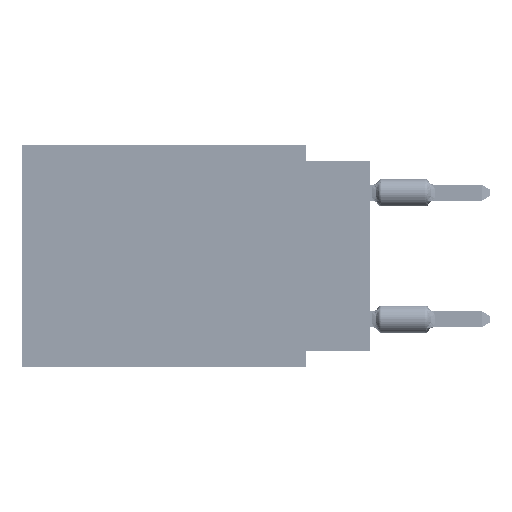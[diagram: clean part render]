
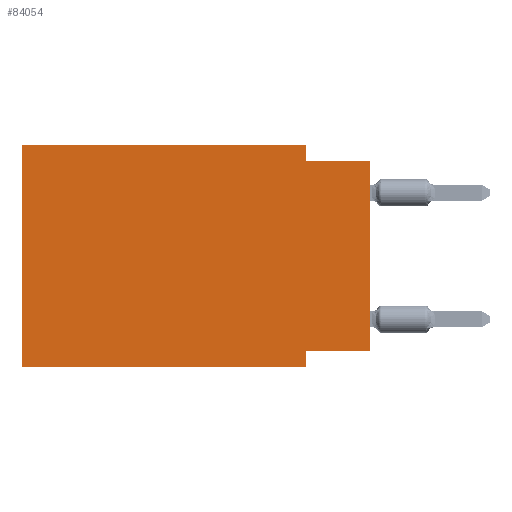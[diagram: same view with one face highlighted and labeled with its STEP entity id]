
A CAD part, left-side view. The second image highlights one B-rep face of the part: STEP entity #84054.
In plain terms, the highlighted planar face has unit normal (-1, 0, 0).
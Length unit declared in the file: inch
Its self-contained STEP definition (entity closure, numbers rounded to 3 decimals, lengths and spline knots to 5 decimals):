
#2785 = CARTESIAN_POINT ( 'NONE',  ( 0., 0., -0.025 ) ) ;
#3048 = PLANE ( 'NONE',  #12943 ) ;
#3342 = CARTESIAN_POINT ( 'NONE',  ( 0., 0.1, -0.325 ) ) ;
#3883 = CARTESIAN_POINT ( 'NONE',  ( 0., 0.55, -0.35 ) ) ;
#4671 = CARTESIAN_POINT ( 'NONE',  ( 0., 0., -0.325 ) ) ;
#5772 = DIRECTION ( 'NONE',  ( 0., 0., -1. ) ) ;
#7294 = VECTOR ( 'NONE', #84049, 39.37008 ) ;
#7568 = CARTESIAN_POINT ( 'NONE',  ( 0., 0.1, 0. ) ) ;
#9258 = VECTOR ( 'NONE', #95711, 39.37008 ) ;
#9859 = VECTOR ( 'NONE', #12555, 39.37008 ) ;
#11935 = EDGE_CURVE ( 'NONE', #79451, #58766, #37119, .T. ) ;
#12555 = DIRECTION ( 'NONE',  ( 0., 1., 0. ) ) ;
#12943 = AXIS2_PLACEMENT_3D ( 'NONE', #61666, #105378, #29629 ) ;
#15795 = EDGE_CURVE ( 'NONE', #59296, #40299, #69123, .T. ) ;
#17489 = EDGE_CURVE ( 'NONE', #101230, #43243, #20318, .T. ) ;
#20318 = LINE ( 'NONE', #54049, #9859 ) ;
#22285 = VERTEX_POINT ( 'NONE', #7568 ) ;
#24353 = CARTESIAN_POINT ( 'NONE',  ( 0., 0.55, 0. ) ) ;
#27656 = DIRECTION ( 'NONE',  ( 0., 0., 1. ) ) ;
#29013 = VERTEX_POINT ( 'NONE', #62166 ) ;
#29629 = DIRECTION ( 'NONE',  ( 0., 0., -1. ) ) ;
#29806 = DIRECTION ( 'NONE',  ( 0., 0., -1. ) ) ;
#32291 = EDGE_CURVE ( 'NONE', #43243, #29013, #46393, .T. ) ;
#33690 = ORIENTED_EDGE ( 'NONE', *, *, #35051, .T. ) ;
#35051 = EDGE_CURVE ( 'NONE', #101230, #58766, #82423, .T. ) ;
#37119 = LINE ( 'NONE', #2785, #9258 ) ;
#38111 = CARTESIAN_POINT ( 'NONE',  ( 0., 0.1, -0.35 ) ) ;
#40299 = VERTEX_POINT ( 'NONE', #24353 ) ;
#40646 = CARTESIAN_POINT ( 'NONE',  ( 0., 0.1, 0. ) ) ;
#43243 = VERTEX_POINT ( 'NONE', #3342 ) ;
#44566 = FACE_OUTER_BOUND ( 'NONE', #46553, .T. ) ;
#46393 = LINE ( 'NONE', #38111, #105692 ) ;
#46553 = EDGE_LOOP ( 'NONE', ( #33690, #81468, #92857, #55223, #95243, #83530, #82712, #52923 ) ) ;
#49006 = VECTOR ( 'NONE', #97942, 39.37008 ) ;
#49815 = CARTESIAN_POINT ( 'NONE',  ( 0., 0.55, 0. ) ) ;
#52923 = ORIENTED_EDGE ( 'NONE', *, *, #17489, .F. ) ;
#54049 = CARTESIAN_POINT ( 'NONE',  ( 0., 0., -0.325 ) ) ;
#54713 = CARTESIAN_POINT ( 'NONE',  ( 0., 0.55, 0. ) ) ;
#55223 = ORIENTED_EDGE ( 'NONE', *, *, #97465, .F. ) ;
#57233 = VECTOR ( 'NONE', #27656, 39.37008 ) ;
#58081 = LINE ( 'NONE', #49815, #49006 ) ;
#58766 = VERTEX_POINT ( 'NONE', #62636 ) ;
#59296 = VERTEX_POINT ( 'NONE', #3883 ) ;
#61666 = CARTESIAN_POINT ( 'NONE',  ( 0., 0.55, 0. ) ) ;
#62166 = CARTESIAN_POINT ( 'NONE',  ( 0., 0.1, -0.35 ) ) ;
#62636 = CARTESIAN_POINT ( 'NONE',  ( 0., 0., -0.025 ) ) ;
#63369 = VECTOR ( 'NONE', #107721, 39.37008 ) ;
#66183 = CARTESIAN_POINT ( 'NONE',  ( 0., 0.1, -0.025 ) ) ;
#69123 = LINE ( 'NONE', #54713, #57233 ) ;
#69168 = EDGE_CURVE ( 'NONE', #22285, #79451, #82622, .T. ) ;
#71726 = VECTOR ( 'NONE', #5772, 39.37008 ) ;
#75031 = LINE ( 'NONE', #84416, #63369 ) ;
#79451 = VERTEX_POINT ( 'NONE', #66183 ) ;
#81468 = ORIENTED_EDGE ( 'NONE', *, *, #11935, .F. ) ;
#82423 = LINE ( 'NONE', #82958, #7294 ) ;
#82622 = LINE ( 'NONE', #40646, #71726 ) ;
#82712 = ORIENTED_EDGE ( 'NONE', *, *, #32291, .F. ) ;
#82958 = CARTESIAN_POINT ( 'NONE',  ( 0., 0., 0. ) ) ;
#83530 = ORIENTED_EDGE ( 'NONE', *, *, #108717, .T. ) ;
#84049 = DIRECTION ( 'NONE',  ( 0., 0., 1. ) ) ;
#84054 = ADVANCED_FACE ( 'NONE', ( #44566 ), #3048, .F. ) ;
#84416 = CARTESIAN_POINT ( 'NONE',  ( 0., 0.55, -0.35 ) ) ;
#92857 = ORIENTED_EDGE ( 'NONE', *, *, #69168, .F. ) ;
#95243 = ORIENTED_EDGE ( 'NONE', *, *, #15795, .F. ) ;
#95711 = DIRECTION ( 'NONE',  ( 0., -1., 0. ) ) ;
#97465 = EDGE_CURVE ( 'NONE', #40299, #22285, #58081, .T. ) ;
#97942 = DIRECTION ( 'NONE',  ( 0., -1., 0. ) ) ;
#101230 = VERTEX_POINT ( 'NONE', #4671 ) ;
#105378 = DIRECTION ( 'NONE',  ( 1., 0., 0. ) ) ;
#105692 = VECTOR ( 'NONE', #29806, 39.37008 ) ;
#107721 = DIRECTION ( 'NONE',  ( 0., -1., 0. ) ) ;
#108717 = EDGE_CURVE ( 'NONE', #59296, #29013, #75031, .T. ) ;
